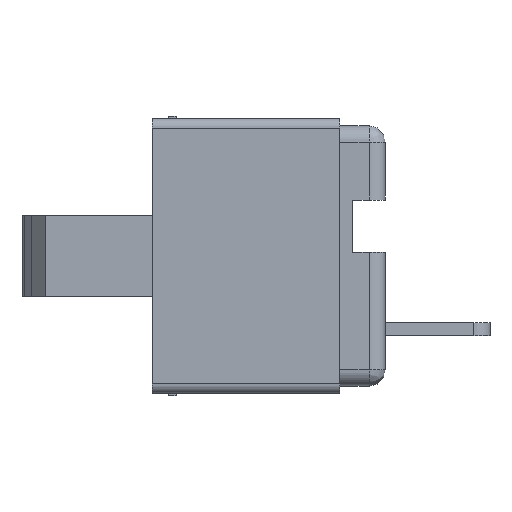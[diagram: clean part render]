
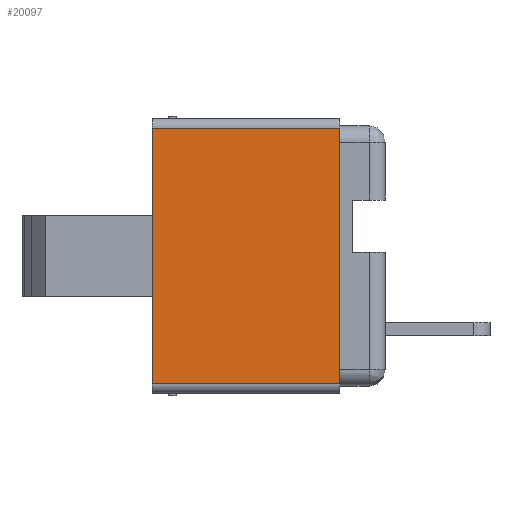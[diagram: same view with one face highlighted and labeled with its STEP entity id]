
A CAD part, left-side view. The second image highlights one B-rep face of the part: STEP entity #20097.
In plain terms, the highlighted face is a extrusion surface.
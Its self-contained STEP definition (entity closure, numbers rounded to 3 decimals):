
#20097 = ADVANCED_FACE('',(#20098),#20112,.T.);
#20098 = FACE_BOUND('',#20099,.T.);
#20099 = EDGE_LOOP('',(#20100,#20124,#20139,#20154));
#20100 = ORIENTED_EDGE('',*,*,#20101,.T.);
#20101 = EDGE_CURVE('',#20102,#20104,#20106,.T.);
#20102 = VERTEX_POINT('',#20103);
#20103 = CARTESIAN_POINT('',(-9.563,0.,-4.991));
#20104 = VERTEX_POINT('',#20105);
#20105 = CARTESIAN_POINT('',(-9.563,0.,4.991));
#20106 = SURFACE_CURVE('',#20107,(#20111),.PCURVE_S1.);
#20107 = LINE('',#20108,#20109);
#20108 = CARTESIAN_POINT('',(-9.563,0.,-4.991));
#20109 = VECTOR('',#20110,1.);
#20110 = DIRECTION('',(0.,0.,1.));
#20111 = PCURVE('',#20112,#20119);
#20112 = SURFACE_OF_LINEAR_EXTRUSION('',#20113,#20117);
#20113 = LINE('',#20114,#20115);
#20114 = CARTESIAN_POINT('',(-9.563,0.,-4.991));
#20115 = VECTOR('',#20116,1.);
#20116 = DIRECTION('',(0.,0.,1.));
#20117 = VECTOR('',#20118,1.);
#20118 = DIRECTION('',(0.,1.,0.));
#20119 = DEFINITIONAL_REPRESENTATION('',(#20120),#20123);
#20120 = B_SPLINE_CURVE_WITH_KNOTS('',1,(#20121,#20122),.UNSPECIFIED.,
  .F.,.F.,(2,2),(0.,9.982),.PIECEWISE_BEZIER_KNOTS.);
#20121 = CARTESIAN_POINT('',(0.,0.));
#20122 = CARTESIAN_POINT('',(9.982,0.));
#20123 = ( GEOMETRIC_REPRESENTATION_CONTEXT(2) 
PARAMETRIC_REPRESENTATION_CONTEXT() REPRESENTATION_CONTEXT('2D SPACE',''
  ) );
#20124 = ORIENTED_EDGE('',*,*,#20125,.T.);
#20125 = EDGE_CURVE('',#20104,#20126,#20128,.T.);
#20126 = VERTEX_POINT('',#20127);
#20127 = CARTESIAN_POINT('',(-9.563,7.315,
    4.991));
#20128 = SURFACE_CURVE('',#20129,(#20133),.PCURVE_S1.);
#20129 = LINE('',#20130,#20131);
#20130 = CARTESIAN_POINT('',(-9.563,0.,4.991));
#20131 = VECTOR('',#20132,1.);
#20132 = DIRECTION('',(0.,1.,0.));
#20133 = PCURVE('',#20112,#20134);
#20134 = DEFINITIONAL_REPRESENTATION('',(#20135),#20138);
#20135 = B_SPLINE_CURVE_WITH_KNOTS('',1,(#20136,#20137),.UNSPECIFIED.,
  .F.,.F.,(2,2),(0.,7.315),.PIECEWISE_BEZIER_KNOTS.);
#20136 = CARTESIAN_POINT('',(9.982,0.));
#20137 = CARTESIAN_POINT('',(9.982,7.315));
#20138 = ( GEOMETRIC_REPRESENTATION_CONTEXT(2) 
PARAMETRIC_REPRESENTATION_CONTEXT() REPRESENTATION_CONTEXT('2D SPACE',''
  ) );
#20139 = ORIENTED_EDGE('',*,*,#20140,.T.);
#20140 = EDGE_CURVE('',#20126,#20141,#20143,.T.);
#20141 = VERTEX_POINT('',#20142);
#20142 = CARTESIAN_POINT('',(-9.563,7.315,
    -4.991));
#20143 = SURFACE_CURVE('',#20144,(#20148),.PCURVE_S1.);
#20144 = LINE('',#20145,#20146);
#20145 = CARTESIAN_POINT('',(-9.563,7.315,4.991));
#20146 = VECTOR('',#20147,1.);
#20147 = DIRECTION('',(0.,0.,-1.));
#20148 = PCURVE('',#20112,#20149);
#20149 = DEFINITIONAL_REPRESENTATION('',(#20150),#20153);
#20150 = B_SPLINE_CURVE_WITH_KNOTS('',1,(#20151,#20152),.UNSPECIFIED.,
  .F.,.F.,(2,2),(0.,9.982),.PIECEWISE_BEZIER_KNOTS.);
#20151 = CARTESIAN_POINT('',(9.982,7.315));
#20152 = CARTESIAN_POINT('',(0.,7.315));
#20153 = ( GEOMETRIC_REPRESENTATION_CONTEXT(2) 
PARAMETRIC_REPRESENTATION_CONTEXT() REPRESENTATION_CONTEXT('2D SPACE',''
  ) );
#20154 = ORIENTED_EDGE('',*,*,#20155,.T.);
#20155 = EDGE_CURVE('',#20141,#20102,#20156,.T.);
#20156 = SURFACE_CURVE('',#20157,(#20161),.PCURVE_S1.);
#20157 = LINE('',#20158,#20159);
#20158 = CARTESIAN_POINT('',(-9.563,7.315,-4.991));
#20159 = VECTOR('',#20160,1.);
#20160 = DIRECTION('',(0.,-1.,0.));
#20161 = PCURVE('',#20112,#20162);
#20162 = DEFINITIONAL_REPRESENTATION('',(#20163),#20166);
#20163 = B_SPLINE_CURVE_WITH_KNOTS('',1,(#20164,#20165),.UNSPECIFIED.,
  .F.,.F.,(2,2),(0.,7.315),.PIECEWISE_BEZIER_KNOTS.);
#20164 = CARTESIAN_POINT('',(0.,7.315));
#20165 = CARTESIAN_POINT('',(0.,0.));
#20166 = ( GEOMETRIC_REPRESENTATION_CONTEXT(2) 
PARAMETRIC_REPRESENTATION_CONTEXT() REPRESENTATION_CONTEXT('2D SPACE',''
  ) );
